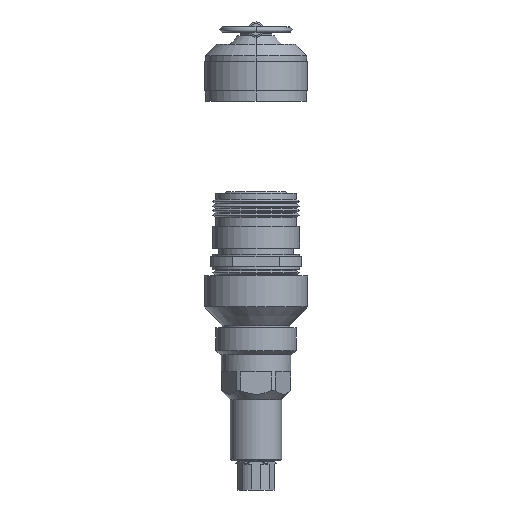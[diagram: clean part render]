
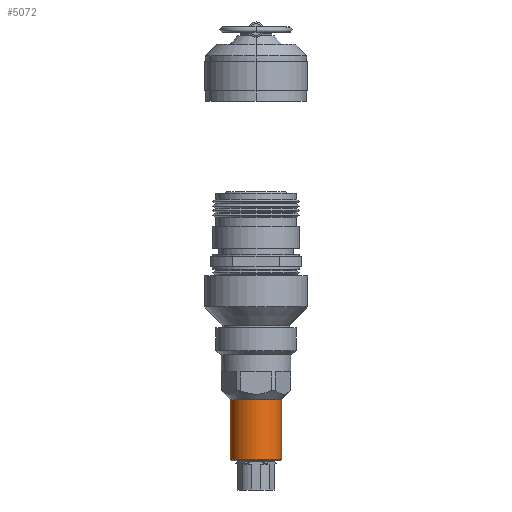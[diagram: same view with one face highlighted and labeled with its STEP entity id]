
A CAD part, front view. The second image highlights one B-rep face of the part: STEP entity #5072.
In plain terms, the highlighted cylindrical face has radius 7.938 mm (diameter 15.875 mm), a partial arc.
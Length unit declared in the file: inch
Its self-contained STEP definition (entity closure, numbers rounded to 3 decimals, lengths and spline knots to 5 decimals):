
#43 = VERTEX_POINT ( 'NONE', #1664 ) ;
#59 = VERTEX_POINT ( 'NONE', #1624 ) ;
#120 = VERTEX_POINT ( 'NONE', #1619 ) ;
#157 = ORIENTED_EDGE ( 'NONE', *, *, #8098, .T. ) ;
#159 = ORIENTED_EDGE ( 'NONE', *, *, #13903, .T. ) ;
#160 = ORIENTED_EDGE ( 'NONE', *, *, #13904, .F. ) ;
#166 = ORIENTED_EDGE ( 'NONE', *, *, #13905, .F. ) ;
#238 = VERTEX_POINT ( 'NONE', #1713 ) ;
#1052 = DIRECTION ( 'NONE',  ( 0., 0., 1. ) ) ;
#1059 = CARTESIAN_POINT ( 'NONE',  ( -0.3125, 0., -1.609 ) ) ;
#1060 = DIRECTION ( 'NONE',  ( 0., 0., 1. ) ) ;
#1061 = CARTESIAN_POINT ( 'NONE',  ( 0.3125, 0., -1.609 ) ) ;
#1062 = CARTESIAN_POINT ( 'NONE',  ( 0., 0., -0.874 ) ) ;
#1063 = DIRECTION ( 'NONE',  ( 0., 0., 1. ) ) ;
#1064 = DIRECTION ( 'NONE',  ( 1., 0., 0. ) ) ;
#1282 = AXIS2_PLACEMENT_3D ( 'NONE', #16311, #16298, #16295 ) ;
#1619 = CARTESIAN_POINT ( 'NONE',  ( 0.3125, 0., -0.874 ) ) ;
#1624 = CARTESIAN_POINT ( 'NONE',  ( -0.3125, 0., -1.594 ) ) ;
#1664 = CARTESIAN_POINT ( 'NONE',  ( 0.3125, 0., -1.594 ) ) ;
#1713 = CARTESIAN_POINT ( 'NONE',  ( -0.3125, 0., -0.874 ) ) ;
#4340 = AXIS2_PLACEMENT_3D ( 'NONE', #17726, #17721, #17728 ) ;
#4603 = EDGE_LOOP ( 'NONE', ( #157, #159, #160, #166 ) ) ;
#5072 = ADVANCED_FACE ( 'NONE', ( #17482 ), #17452, .T. ) ;
#5518 = AXIS2_PLACEMENT_3D ( 'NONE', #1062, #1063, #1064 ) ;
#7329 = LINE ( 'NONE', #1061, #7338 ) ;
#7332 = LINE ( 'NONE', #1059, #7335 ) ;
#7334 = CIRCLE ( 'NONE', #5518, 0.3125 ) ;
#7335 = VECTOR ( 'NONE', #1060, 39.37008 ) ;
#7338 = VECTOR ( 'NONE', #1052, 39.37008 ) ;
#8098 = EDGE_CURVE ( 'NONE', #43, #59, #15589, .T. ) ;
#13903 = EDGE_CURVE ( 'NONE', #59, #238, #7332, .T. ) ;
#13904 = EDGE_CURVE ( 'NONE', #120, #238, #7334, .T. ) ;
#13905 = EDGE_CURVE ( 'NONE', #43, #120, #7329, .T. ) ;
#15589 = CIRCLE ( 'NONE', #1282, 0.3125 ) ;
#16295 = DIRECTION ( 'NONE',  ( -1., 0., 0. ) ) ;
#16298 = DIRECTION ( 'NONE',  ( 0., 0., 1. ) ) ;
#16311 = CARTESIAN_POINT ( 'NONE',  ( 0., 0., -1.594 ) ) ;
#17452 = CYLINDRICAL_SURFACE ( 'NONE', #4340, 0.3125 ) ;
#17482 = FACE_OUTER_BOUND ( 'NONE', #4603, .T. ) ;
#17721 = DIRECTION ( 'NONE',  ( 0., 0., 1. ) ) ;
#17726 = CARTESIAN_POINT ( 'NONE',  ( 0., 0., -1.609 ) ) ;
#17728 = DIRECTION ( 'NONE',  ( 1., 0., 0. ) ) ;
